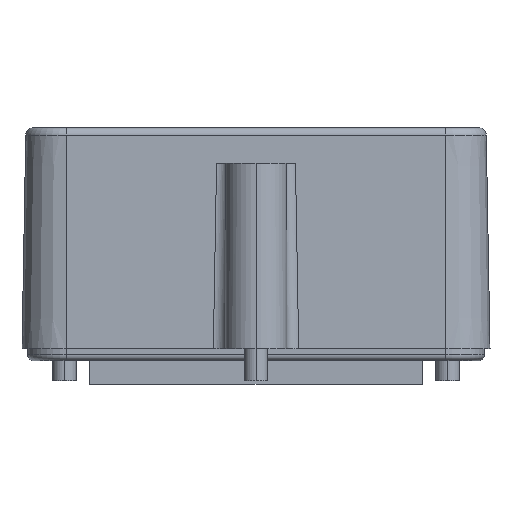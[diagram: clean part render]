
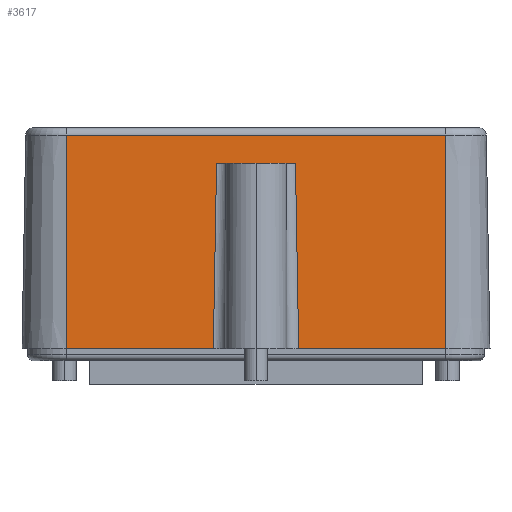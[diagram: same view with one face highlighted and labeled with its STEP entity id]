
A CAD part, front view. The second image highlights one B-rep face of the part: STEP entity #3617.
In plain terms, the highlighted planar face has unit normal (0, -1, 0.018).
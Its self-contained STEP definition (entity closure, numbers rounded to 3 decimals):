
#3560=AXIS2_PLACEMENT_3D('Plane Axis2P3D',#3557,#3558,#3559) ;
#2528=CARTESIAN_POINT('Vertex',(53.6,7.,4.5)) ;
#2531=CARTESIAN_POINT('Line Origine',(44.3,7.,4.5)) ;
#2535=CARTESIAN_POINT('Vertex',(35.,7.,4.5)) ;
#2601=CARTESIAN_POINT('Vertex',(24.2,7.,4.5)) ;
#2604=CARTESIAN_POINT('Line Origine',(14.9,7.,4.5)) ;
#2608=CARTESIAN_POINT('Vertex',(5.6,7.,4.5)) ;
#3538=CARTESIAN_POINT('Line Origine',(53.6,7.244,18.5)) ;
#3542=CARTESIAN_POINT('Vertex',(53.6,7.472,31.517)) ;
#3557=CARTESIAN_POINT('Axis2P3D Location',(59.2,7.,4.5)) ;
#3562=CARTESIAN_POINT('Line Origine',(29.6,7.472,31.517)) ;
#3566=CARTESIAN_POINT('Vertex',(5.6,7.472,31.517)) ;
#3569=CARTESIAN_POINT('Line Origine',(5.6,7.244,18.5)) ;
#3575=CARTESIAN_POINT('Control Point',(24.61,7.41,28.)) ;
#3576=CARTESIAN_POINT('Control Point',(24.2,7.,4.5)) ;
#3577=CARTESIAN_POINT('Vertex',(24.61,7.41,28.)) ;
#3580=CARTESIAN_POINT('Line Origine',(29.6,7.41,28.)) ;
#3584=CARTESIAN_POINT('Vertex',(26.11,7.41,28.)) ;
#3587=CARTESIAN_POINT('Line Origine',(29.6,7.41,28.)) ;
#3591=CARTESIAN_POINT('Vertex',(33.09,7.41,28.)) ;
#3594=CARTESIAN_POINT('Line Origine',(29.6,7.41,28.)) ;
#3598=CARTESIAN_POINT('Vertex',(34.59,7.41,28.)) ;
#3602=CARTESIAN_POINT('Control Point',(34.59,7.41,28.)) ;
#3603=CARTESIAN_POINT('Control Point',(35.,7.,4.5)) ;
#2532=DIRECTION('Vector Direction',(-1.,0.,0.)) ;
#2605=DIRECTION('Vector Direction',(-1.,0.,0.)) ;
#3539=DIRECTION('Vector Direction',(0.,-0.017,-1.)) ;
#3558=DIRECTION('Axis2P3D Direction',(0.,-1.,0.017)) ;
#3559=DIRECTION('Axis2P3D XDirection',(-1.,0.,0.)) ;
#3563=DIRECTION('Vector Direction',(-1.,0.,0.)) ;
#3570=DIRECTION('Vector Direction',(0.,-0.017,-1.)) ;
#3581=DIRECTION('Vector Direction',(-1.,0.,0.)) ;
#3588=DIRECTION('Vector Direction',(-1.,0.,0.)) ;
#3595=DIRECTION('Vector Direction',(-1.,0.,0.)) ;
#2533=VECTOR('Line Direction',#2532,1.) ;
#2606=VECTOR('Line Direction',#2605,1.) ;
#3540=VECTOR('Line Direction',#3539,1.) ;
#3564=VECTOR('Line Direction',#3563,1.) ;
#3571=VECTOR('Line Direction',#3570,1.) ;
#3582=VECTOR('Line Direction',#3581,1.) ;
#3589=VECTOR('Line Direction',#3588,1.) ;
#3596=VECTOR('Line Direction',#3595,1.) ;
#3606=ORIENTED_EDGE('',*,*,#2537,.F.) ;
#3607=ORIENTED_EDGE('',*,*,#3544,.T.) ;
#3608=ORIENTED_EDGE('',*,*,#3568,.F.) ;
#3609=ORIENTED_EDGE('',*,*,#3573,.F.) ;
#3610=ORIENTED_EDGE('',*,*,#2610,.F.) ;
#3611=ORIENTED_EDGE('',*,*,#3579,.F.) ;
#3612=ORIENTED_EDGE('',*,*,#3586,.T.) ;
#3613=ORIENTED_EDGE('',*,*,#3593,.T.) ;
#3614=ORIENTED_EDGE('',*,*,#3600,.T.) ;
#3615=ORIENTED_EDGE('',*,*,#3604,.T.) ;
#3617=ADVANCED_FACE('27615_SAI-4-6-8-MH_PUR_M_VA.1\\427562.1\\Haube',(#3616),#3561,.T.) ;
#3574=B_SPLINE_CURVE_WITH_KNOTS('',1,(#3575,#3576),.UNSPECIFIED.,.F.,.U.,(2,2),(-9.994,13.513),.UNSPECIFIED.) ;
#3601=B_SPLINE_CURVE_WITH_KNOTS('',1,(#3602,#3603),.UNSPECIFIED.,.F.,.U.,(2,2),(-9.994,13.513),.UNSPECIFIED.) ;
#2537=EDGE_CURVE('',#2529,#2536,#2534,.T.) ;
#2610=EDGE_CURVE('',#2602,#2609,#2607,.T.) ;
#3544=EDGE_CURVE('',#2529,#3543,#3541,.F.) ;
#3568=EDGE_CURVE('',#3567,#3543,#3565,.F.) ;
#3573=EDGE_CURVE('',#2609,#3567,#3572,.F.) ;
#3579=EDGE_CURVE('',#3578,#2602,#3574,.T.) ;
#3586=EDGE_CURVE('',#3578,#3585,#3583,.F.) ;
#3593=EDGE_CURVE('',#3585,#3592,#3590,.F.) ;
#3600=EDGE_CURVE('',#3592,#3599,#3597,.F.) ;
#3604=EDGE_CURVE('',#3599,#2536,#3601,.T.) ;
#3605=EDGE_LOOP('',(#3606,#3607,#3608,#3609,#3610,#3611,#3612,#3613,#3614,#3615)) ;
#3616=FACE_OUTER_BOUND('',#3605,.T.) ;
#2534=LINE('Line',#2531,#2533) ;
#2607=LINE('Line',#2604,#2606) ;
#3541=LINE('Line',#3538,#3540) ;
#3565=LINE('Line',#3562,#3564) ;
#3572=LINE('Line',#3569,#3571) ;
#3583=LINE('Line',#3580,#3582) ;
#3590=LINE('Line',#3587,#3589) ;
#3597=LINE('Line',#3594,#3596) ;
#3561=PLANE('',#3560) ;
#2529=VERTEX_POINT('',#2528) ;
#2536=VERTEX_POINT('',#2535) ;
#2602=VERTEX_POINT('',#2601) ;
#2609=VERTEX_POINT('',#2608) ;
#3543=VERTEX_POINT('',#3542) ;
#3567=VERTEX_POINT('',#3566) ;
#3578=VERTEX_POINT('',#3577) ;
#3585=VERTEX_POINT('',#3584) ;
#3592=VERTEX_POINT('',#3591) ;
#3599=VERTEX_POINT('',#3598) ;
